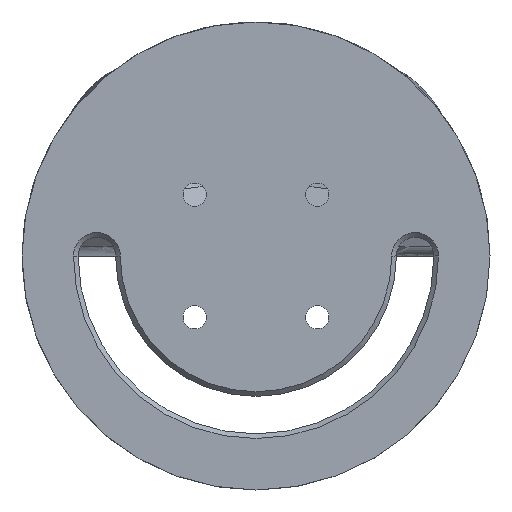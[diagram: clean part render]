
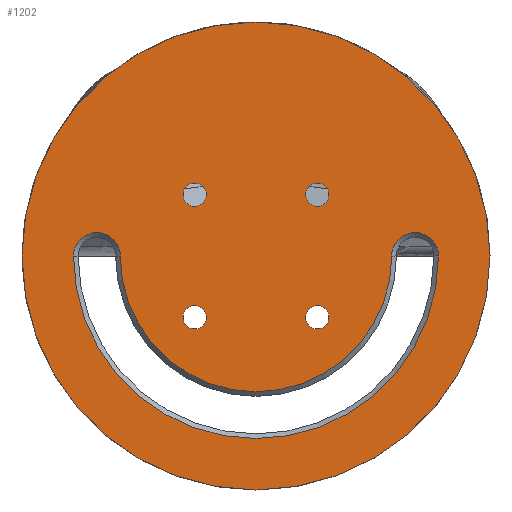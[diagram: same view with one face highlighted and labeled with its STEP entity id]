
A CAD part, front view. The second image highlights one B-rep face of the part: STEP entity #1202.
In plain terms, the highlighted planar face has unit normal (0, -1, 0).
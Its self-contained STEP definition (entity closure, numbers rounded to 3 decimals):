
#39=FACE_BOUND('',#230,.T.);
#40=FACE_BOUND('',#231,.T.);
#41=FACE_BOUND('',#232,.T.);
#42=FACE_BOUND('',#233,.T.);
#43=FACE_BOUND('',#234,.T.);
#58=PLANE('',#1313);
#158=FACE_OUTER_BOUND('',#229,.T.);
#229=EDGE_LOOP('',(#856,#857));
#230=EDGE_LOOP('',(#858));
#231=EDGE_LOOP('',(#859));
#232=EDGE_LOOP('',(#860));
#233=EDGE_LOOP('',(#861));
#234=EDGE_LOOP('',(#862,#863,#864,#865));
#320=CIRCLE('',#1303,14.5);
#321=CIRCLE('',#1305,2.5);
#323=CIRCLE('',#1308,19.5);
#325=CIRCLE('',#1311,2.5);
#326=CIRCLE('',#1314,25.);
#327=CIRCLE('',#1315,25.);
#328=CIRCLE('',#1316,1.25);
#329=CIRCLE('',#1317,1.25);
#330=CIRCLE('',#1318,1.25);
#331=CIRCLE('',#1319,1.25);
#508=VERTEX_POINT('',#1858);
#509=VERTEX_POINT('',#1860);
#511=VERTEX_POINT('',#1865);
#512=VERTEX_POINT('',#1870);
#513=VERTEX_POINT('',#1879);
#514=VERTEX_POINT('',#1880);
#515=VERTEX_POINT('',#1883);
#516=VERTEX_POINT('',#1885);
#517=VERTEX_POINT('',#1887);
#518=VERTEX_POINT('',#1889);
#636=EDGE_CURVE('',#508,#509,#320,.T.);
#639=EDGE_CURVE('',#511,#508,#321,.T.);
#642=EDGE_CURVE('',#512,#511,#323,.T.);
#644=EDGE_CURVE('',#509,#512,#325,.T.);
#646=EDGE_CURVE('',#513,#514,#326,.T.);
#647=EDGE_CURVE('',#514,#513,#327,.T.);
#648=EDGE_CURVE('',#515,#515,#328,.T.);
#649=EDGE_CURVE('',#516,#516,#329,.T.);
#650=EDGE_CURVE('',#517,#517,#330,.T.);
#651=EDGE_CURVE('',#518,#518,#331,.T.);
#856=ORIENTED_EDGE('',*,*,#646,.T.);
#857=ORIENTED_EDGE('',*,*,#647,.T.);
#858=ORIENTED_EDGE('',*,*,#648,.T.);
#859=ORIENTED_EDGE('',*,*,#649,.T.);
#860=ORIENTED_EDGE('',*,*,#650,.T.);
#861=ORIENTED_EDGE('',*,*,#651,.T.);
#862=ORIENTED_EDGE('',*,*,#636,.F.);
#863=ORIENTED_EDGE('',*,*,#639,.F.);
#864=ORIENTED_EDGE('',*,*,#642,.F.);
#865=ORIENTED_EDGE('',*,*,#644,.F.);
#1202=ADVANCED_FACE('',(#158,#39,#40,#41,#42,#43),#58,.F.);
#1303=AXIS2_PLACEMENT_3D('',#1861,#1481,#1482);
#1305=AXIS2_PLACEMENT_3D('',#1867,#1487,#1488);
#1308=AXIS2_PLACEMENT_3D('',#1872,#1494,#1495);
#1311=AXIS2_PLACEMENT_3D('',#1875,#1500,#1501);
#1313=AXIS2_PLACEMENT_3D('',#1878,#1505,#1506);
#1314=AXIS2_PLACEMENT_3D('',#1881,#1507,#1508);
#1315=AXIS2_PLACEMENT_3D('',#1882,#1509,#1510);
#1316=AXIS2_PLACEMENT_3D('',#1884,#1511,#1512);
#1317=AXIS2_PLACEMENT_3D('',#1886,#1513,#1514);
#1318=AXIS2_PLACEMENT_3D('',#1888,#1515,#1516);
#1319=AXIS2_PLACEMENT_3D('',#1890,#1517,#1518);
#1481=DIRECTION('center_axis',(0.,1.,0.));
#1482=DIRECTION('ref_axis',(-1.,0.,0.));
#1487=DIRECTION('center_axis',(0.,-1.,0.));
#1488=DIRECTION('ref_axis',(-1.,0.,0.));
#1494=DIRECTION('center_axis',(0.,-1.,0.));
#1495=DIRECTION('ref_axis',(1.,0.,0.));
#1500=DIRECTION('center_axis',(0.,-1.,0.));
#1501=DIRECTION('ref_axis',(-1.,0.,0.));
#1505=DIRECTION('center_axis',(0.,1.,0.));
#1506=DIRECTION('ref_axis',(0.,0.,1.));
#1507=DIRECTION('center_axis',(0.,-1.,0.));
#1508=DIRECTION('ref_axis',(-1.,0.,0.));
#1509=DIRECTION('center_axis',(0.,-1.,0.));
#1510=DIRECTION('ref_axis',(-1.,0.,0.));
#1511=DIRECTION('center_axis',(0.,1.,0.));
#1512=DIRECTION('ref_axis',(1.,0.,0.));
#1513=DIRECTION('center_axis',(0.,1.,0.));
#1514=DIRECTION('ref_axis',(1.,0.,0.));
#1515=DIRECTION('center_axis',(0.,1.,0.));
#1516=DIRECTION('ref_axis',(1.,0.,0.));
#1517=DIRECTION('center_axis',(0.,1.,0.));
#1518=DIRECTION('ref_axis',(1.,0.,0.));
#1858=CARTESIAN_POINT('',(14.5,-3.,0.));
#1860=CARTESIAN_POINT('',(-14.5,-3.,0.));
#1861=CARTESIAN_POINT('Origin',(0.,-3.,0.));
#1865=CARTESIAN_POINT('',(19.5,-3.,0.));
#1867=CARTESIAN_POINT('Origin',(17.,-3.,0.));
#1870=CARTESIAN_POINT('',(-19.5,-3.,0.));
#1872=CARTESIAN_POINT('Origin',(0.,-3.,0.));
#1875=CARTESIAN_POINT('Origin',(-17.,-3.,0.));
#1878=CARTESIAN_POINT('Origin',(0.,-3.,0.));
#1879=CARTESIAN_POINT('',(-25.,-3.,0.));
#1880=CARTESIAN_POINT('',(25.,-3.,0.));
#1881=CARTESIAN_POINT('Origin',(0.,-3.,0.));
#1882=CARTESIAN_POINT('Origin',(0.,-3.,0.));
#1883=CARTESIAN_POINT('',(-7.791,-3.,-6.541));
#1884=CARTESIAN_POINT('Origin',(-6.541,-3.,-6.541));
#1885=CARTESIAN_POINT('',(-7.791,-3.,6.541));
#1886=CARTESIAN_POINT('Origin',(-6.541,-3.,6.541));
#1887=CARTESIAN_POINT('',(5.291,-3.,-6.541));
#1888=CARTESIAN_POINT('Origin',(6.541,-3.,-6.541));
#1889=CARTESIAN_POINT('',(5.291,-3.,6.541));
#1890=CARTESIAN_POINT('Origin',(6.541,-3.,6.541));
